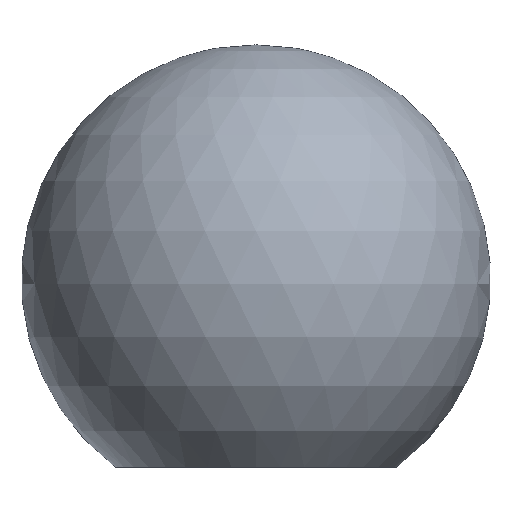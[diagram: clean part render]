
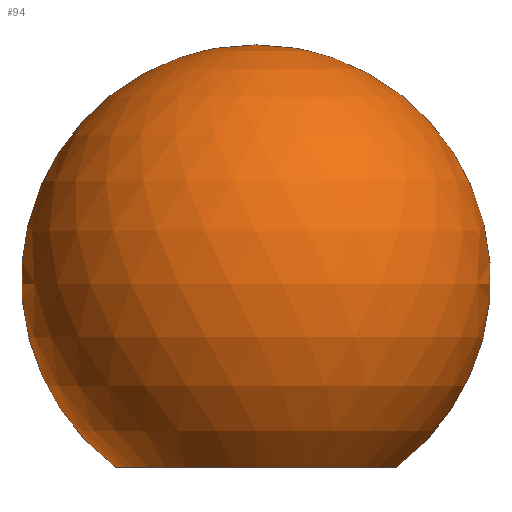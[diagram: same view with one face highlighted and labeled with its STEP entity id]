
A CAD part, front view. The second image highlights one B-rep face of the part: STEP entity #94.
In plain terms, the highlighted spherical face has radius 10 mm.
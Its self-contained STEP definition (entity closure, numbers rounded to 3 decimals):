
#64=EDGE_CURVE('',#70,#96,#152,.T.);
#70=VERTEX_POINT('',#158);
#78=EDGE_CURVE('',#70,#90,#167,.T.);
#82=EDGE_CURVE('',#96,#90,#172,.T.);
#90=VERTEX_POINT('',#182);
#94=ADVANCED_FACE('',(#186),#187,.T.);
#96=VERTEX_POINT('',#189);
#152=CIRCLE('',#242,10.0);
#158=CARTESIAN_POINT('',(6.,0.,0.));
#167=CIRCLE('',#264,6.);
#172=CIRCLE('',#270,10.0);
#182=CARTESIAN_POINT('',(-6.,0.,0.));
#186=FACE_OUTER_BOUND('',#286,.T.);
#187=SPHERICAL_SURFACE('',#287,10.0);
#189=CARTESIAN_POINT('',(0.,0.,18.0));
#242=AXIS2_PLACEMENT_3D('',#342,#343,#344);
#264=AXIS2_PLACEMENT_3D('',#360,#361,#362);
#270=AXIS2_PLACEMENT_3D('',#370,#371,#372);
#286=EDGE_LOOP('',(#390,#391,#392));
#287=AXIS2_PLACEMENT_3D('',#393,#394,#395);
#342=CARTESIAN_POINT('',(0.,0.,8.));
#343=DIRECTION('',(0.,-1.0,0.0));
#344=DIRECTION('',(0.0,0.0,1.0));
#360=CARTESIAN_POINT('',(0.,0.,0.));
#361=DIRECTION('',(0.0,0.0,-1.0));
#362=DIRECTION('',(1.0,0.,0.0));
#370=CARTESIAN_POINT('',(0.,0.,8.));
#371=DIRECTION('',(0.,-1.0,0.0));
#372=DIRECTION('',(0.0,0.0,1.0));
#390=ORIENTED_EDGE('',*,*,#82,.T.);
#391=ORIENTED_EDGE('',*,*,#78,.F.);
#392=ORIENTED_EDGE('',*,*,#64,.T.);
#393=CARTESIAN_POINT('',(0.,0.,8.));
#394=DIRECTION('',(0.0,0.0,-1.0));
#395=DIRECTION('',(-1.0,0.0,0.0));
